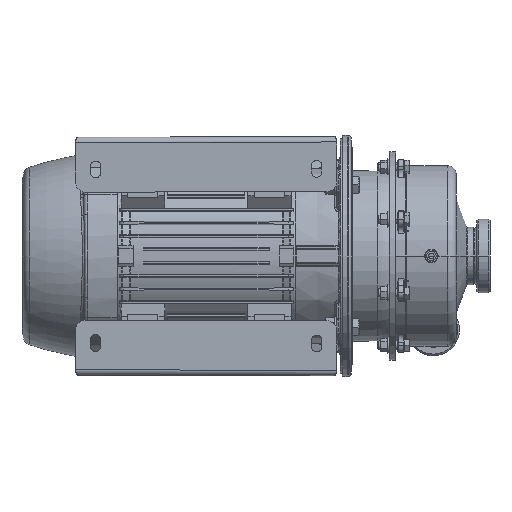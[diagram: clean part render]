
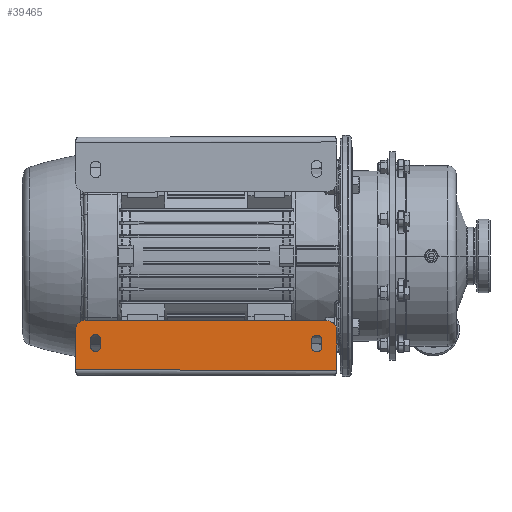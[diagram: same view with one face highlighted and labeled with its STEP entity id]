
A CAD part, front view. The second image highlights one B-rep face of the part: STEP entity #39465.
In plain terms, the highlighted planar face has unit normal (0, -1, 0).
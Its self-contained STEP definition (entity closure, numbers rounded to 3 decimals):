
#1093 = VERTEX_POINT ( 'NONE', #22787 ) ;
#1542 = CARTESIAN_POINT ( 'NONE',  ( 194.957, 2.884, -67.075 ) ) ;
#3432 = AXIS2_PLACEMENT_3D ( 'NONE', #86453, #30446, #14391 ) ;
#4433 = CIRCLE ( 'NONE', #93974, 15. ) ;
#4569 = CARTESIAN_POINT ( 'NONE',  ( 139.957, 2.884, -8. ) ) ;
#5375 = DIRECTION ( 'NONE',  ( 1., 0., 0. ) ) ;
#5632 = ORIENTED_EDGE ( 'NONE', *, *, #39100, .T. ) ;
#7197 = CARTESIAN_POINT ( 'NONE',  ( 209.957, 2.884, -8. ) ) ;
#8677 = VECTOR ( 'NONE', #26307, 1000. ) ;
#9018 = LINE ( 'NONE', #50195, #15191 ) ;
#10399 = CARTESIAN_POINT ( 'NONE',  ( 139.957, 2.884, 115.925 ) ) ;
#14364 = EDGE_CURVE ( 'NONE', #78620, #50303, #4433, .T. ) ;
#14391 = DIRECTION ( 'NONE',  ( 1., 0., 0. ) ) ;
#15191 = VECTOR ( 'NONE', #42530, 1000. ) ;
#16493 = DIRECTION ( 'NONE',  ( 0., -1., 0. ) ) ;
#17282 = CARTESIAN_POINT ( 'NONE',  ( -158.043, 2.884, -53.075 ) ) ;
#17500 = FACE_BOUND ( 'NONE', #32460, .T. ) ;
#17958 = LINE ( 'NONE', #100494, #44158 ) ;
#18921 = VECTOR ( 'NONE', #87824, 1000. ) ;
#19510 = VECTOR ( 'NONE', #72911, 1000. ) ;
#20951 = DIRECTION ( 'NONE',  ( 1., 0., 0. ) ) ;
#22010 = VERTEX_POINT ( 'NONE', #30710 ) ;
#22435 = ORIENTED_EDGE ( 'NONE', *, *, #51404, .T. ) ;
#22787 = CARTESIAN_POINT ( 'NONE',  ( 171.957, 2.884, -53.075 ) ) ;
#22936 = AXIS2_PLACEMENT_3D ( 'NONE', #1542, #49544, #41557 ) ;
#24527 = DIRECTION ( 'NONE',  ( 1., 0., 0. ) ) ;
#24780 = EDGE_CURVE ( 'NONE', #60834, #78620, #17958, .T. ) ;
#25010 = DIRECTION ( 'NONE',  ( 1., 0., 0. ) ) ;
#26307 = DIRECTION ( 'NONE',  ( 1., 0., 0. ) ) ;
#26640 = CARTESIAN_POINT ( 'NONE',  ( 187.957, 2.884, -43.075 ) ) ;
#26790 = VERTEX_POINT ( 'NONE', #74064 ) ;
#27148 = ORIENTED_EDGE ( 'NONE', *, *, #86685, .F. ) ;
#28647 = DIRECTION ( 'NONE',  ( 0., -1., 0. ) ) ;
#29006 = CARTESIAN_POINT ( 'NONE',  ( -142.043, 2.884, -53.075 ) ) ;
#29878 = LINE ( 'NONE', #91396, #8677 ) ;
#29882 = ORIENTED_EDGE ( 'NONE', *, *, #78215, .F. ) ;
#30115 = DIRECTION ( 'NONE',  ( 0., -1., 0. ) ) ;
#30446 = DIRECTION ( 'NONE',  ( 0., -1., 0. ) ) ;
#30580 = AXIS2_PLACEMENT_3D ( 'NONE', #51242, #28647, #42875 ) ;
#30710 = CARTESIAN_POINT ( 'NONE',  ( -158.043, 2.884, -53.075 ) ) ;
#32460 = EDGE_LOOP ( 'NONE', ( #38276, #76216, #27148, #62222 ) ) ;
#33420 = EDGE_CURVE ( 'NONE', #26790, #22010, #56765, .T. ) ;
#34244 = VERTEX_POINT ( 'NONE', #29006 ) ;
#34434 = LINE ( 'NONE', #48813, #102926 ) ;
#38276 = ORIENTED_EDGE ( 'NONE', *, *, #57010, .F. ) ;
#39100 = EDGE_CURVE ( 'NONE', #45969, #60834, #61134, .T. ) ;
#39465 = ADVANCED_FACE ( 'NONE', ( #17500, #69818, #57322 ), #97714, .T. ) ;
#41557 = DIRECTION ( 'NONE',  ( 1., 0., 0. ) ) ;
#42050 = CIRCLE ( 'NONE', #101285, 8.017 ) ;
#42063 = VERTEX_POINT ( 'NONE', #81504 ) ;
#42530 = DIRECTION ( 'NONE',  ( 0., 0., 1. ) ) ;
#42875 = DIRECTION ( 'NONE',  ( 1., 0., 0. ) ) ;
#43776 = LINE ( 'NONE', #56062, #18921 ) ;
#44158 = VECTOR ( 'NONE', #60413, 1000. ) ;
#44233 = EDGE_LOOP ( 'NONE', ( #29882, #86537, #91330, #94483 ) ) ;
#44487 = ORIENTED_EDGE ( 'NONE', *, *, #24780, .T. ) ;
#45969 = VERTEX_POINT ( 'NONE', #7197 ) ;
#46431 = CIRCLE ( 'NONE', #22936, 15. ) ;
#48448 = DIRECTION ( 'NONE',  ( 0., 0., 1. ) ) ;
#48813 = CARTESIAN_POINT ( 'NONE',  ( 171.957, 2.884, -53.075 ) ) ;
#49420 = EDGE_CURVE ( 'NONE', #93412, #67642, #43776, .T. ) ;
#49544 = DIRECTION ( 'NONE',  ( 0., -1., 0. ) ) ;
#50195 = CARTESIAN_POINT ( 'NONE',  ( -142.043, 2.884, -53.075 ) ) ;
#50303 = VERTEX_POINT ( 'NONE', #80191 ) ;
#51242 = CARTESIAN_POINT ( 'NONE',  ( 179.957, 2.884, -52.559 ) ) ;
#51404 = EDGE_CURVE ( 'NONE', #50303, #76418, #29878, .T. ) ;
#52877 = DIRECTION ( 'NONE',  ( -1., 0., 0. ) ) ;
#53093 = EDGE_CURVE ( 'NONE', #70987, #45969, #54977, .T. ) ;
#53221 = EDGE_CURVE ( 'NONE', #34244, #59325, #9018, .T. ) ;
#54509 = CIRCLE ( 'NONE', #97936, 8.017 ) ;
#54977 = LINE ( 'NONE', #72435, #82472 ) ;
#56062 = CARTESIAN_POINT ( 'NONE',  ( 187.957, 2.884, -53.075 ) ) ;
#56765 = LINE ( 'NONE', #17282, #19510 ) ;
#57010 = EDGE_CURVE ( 'NONE', #1093, #93412, #99499, .T. ) ;
#57322 = FACE_OUTER_BOUND ( 'NONE', #65032, .T. ) ;
#57885 = EDGE_CURVE ( 'NONE', #59325, #26790, #42050, .T. ) ;
#59325 = VERTEX_POINT ( 'NONE', #87806 ) ;
#60062 = ORIENTED_EDGE ( 'NONE', *, *, #53093, .T. ) ;
#60413 = DIRECTION ( 'NONE',  ( 0., 0., -1. ) ) ;
#60834 = VERTEX_POINT ( 'NONE', #92415 ) ;
#61134 = LINE ( 'NONE', #4569, #101045 ) ;
#62222 = ORIENTED_EDGE ( 'NONE', *, *, #49420, .F. ) ;
#62367 = EDGE_CURVE ( 'NONE', #76418, #70987, #46431, .T. ) ;
#65032 = EDGE_LOOP ( 'NONE', ( #60062, #5632, #44487, #94528, #22435, #75724 ) ) ;
#67642 = VERTEX_POINT ( 'NONE', #26640 ) ;
#69818 = FACE_BOUND ( 'NONE', #44233, .T. ) ;
#70987 = VERTEX_POINT ( 'NONE', #99990 ) ;
#72435 = CARTESIAN_POINT ( 'NONE',  ( 209.957, 2.884, -4.575 ) ) ;
#72911 = DIRECTION ( 'NONE',  ( 0., 0., -1. ) ) ;
#73686 = CIRCLE ( 'NONE', #3432, 8.017 ) ;
#74064 = CARTESIAN_POINT ( 'NONE',  ( -158.043, 2.884, -43.075 ) ) ;
#74779 = EDGE_CURVE ( 'NONE', #42063, #1093, #34434, .T. ) ;
#75724 = ORIENTED_EDGE ( 'NONE', *, *, #62367, .T. ) ;
#76216 = ORIENTED_EDGE ( 'NONE', *, *, #74779, .F. ) ;
#76418 = VERTEX_POINT ( 'NONE', #97592 ) ;
#78215 = EDGE_CURVE ( 'NONE', #22010, #34244, #73686, .T. ) ;
#78620 = VERTEX_POINT ( 'NONE', #89884 ) ;
#79805 = DIRECTION ( 'NONE',  ( 0., 0., -1. ) ) ;
#80191 = CARTESIAN_POINT ( 'NONE',  ( -165.043, 2.884, -82.075 ) ) ;
#80986 = DIRECTION ( 'NONE',  ( 0., -1., 0. ) ) ;
#81504 = CARTESIAN_POINT ( 'NONE',  ( 171.957, 2.884, -43.075 ) ) ;
#82472 = VECTOR ( 'NONE', #48448, 1000. ) ;
#84294 = CARTESIAN_POINT ( 'NONE',  ( 187.957, 2.884, -53.075 ) ) ;
#84302 = DIRECTION ( 'NONE',  ( 0., -1., 0. ) ) ;
#86453 = CARTESIAN_POINT ( 'NONE',  ( -150.043, 2.884, -52.559 ) ) ;
#86537 = ORIENTED_EDGE ( 'NONE', *, *, #33420, .F. ) ;
#86685 = EDGE_CURVE ( 'NONE', #67642, #42063, #54509, .T. ) ;
#87806 = CARTESIAN_POINT ( 'NONE',  ( -142.043, 2.884, -43.075 ) ) ;
#87824 = DIRECTION ( 'NONE',  ( 0., 0., 1. ) ) ;
#88329 = AXIS2_PLACEMENT_3D ( 'NONE', #10399, #80986, #25010 ) ;
#89884 = CARTESIAN_POINT ( 'NONE',  ( -180.043, 2.884, -67.075 ) ) ;
#91330 = ORIENTED_EDGE ( 'NONE', *, *, #57885, .F. ) ;
#91396 = CARTESIAN_POINT ( 'NONE',  ( 194.957, 2.884, -82.075 ) ) ;
#92415 = CARTESIAN_POINT ( 'NONE',  ( -180.043, 2.884, -8. ) ) ;
#93412 = VERTEX_POINT ( 'NONE', #84294 ) ;
#93448 = CARTESIAN_POINT ( 'NONE',  ( 179.957, 2.884, -43.592 ) ) ;
#93974 = AXIS2_PLACEMENT_3D ( 'NONE', #96881, #16493, #24527 ) ;
#94483 = ORIENTED_EDGE ( 'NONE', *, *, #53221, .F. ) ;
#94528 = ORIENTED_EDGE ( 'NONE', *, *, #14364, .T. ) ;
#96881 = CARTESIAN_POINT ( 'NONE',  ( -165.043, 2.884, -67.075 ) ) ;
#97592 = CARTESIAN_POINT ( 'NONE',  ( 194.957, 2.884, -82.075 ) ) ;
#97714 = PLANE ( 'NONE',  #88329 ) ;
#97936 = AXIS2_PLACEMENT_3D ( 'NONE', #93448, #30115, #5375 ) ;
#99257 = CARTESIAN_POINT ( 'NONE',  ( -150.043, 2.884, -43.592 ) ) ;
#99499 = CIRCLE ( 'NONE', #30580, 8.017 ) ;
#99990 = CARTESIAN_POINT ( 'NONE',  ( 209.957, 2.884, -67.075 ) ) ;
#100494 = CARTESIAN_POINT ( 'NONE',  ( -180.043, 2.884, -4.575 ) ) ;
#101045 = VECTOR ( 'NONE', #52877, 1000. ) ;
#101285 = AXIS2_PLACEMENT_3D ( 'NONE', #99257, #84302, #20951 ) ;
#102926 = VECTOR ( 'NONE', #79805, 1000. ) ;
